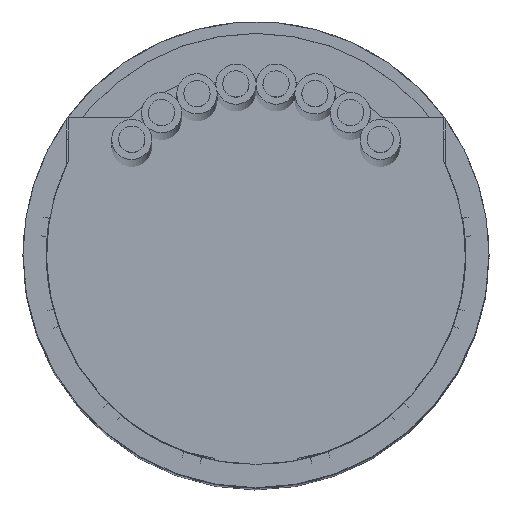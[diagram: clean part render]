
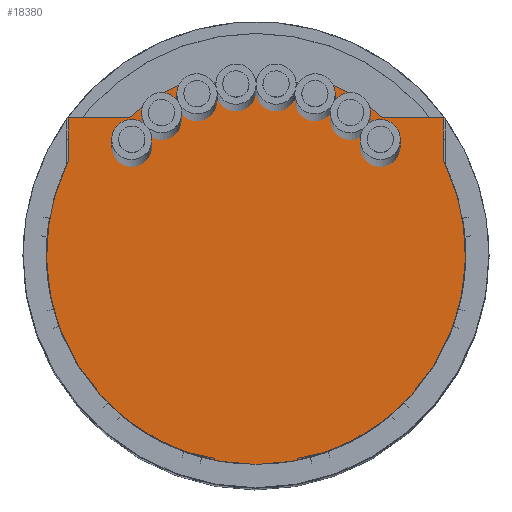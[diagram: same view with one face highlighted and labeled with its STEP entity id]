
A CAD part, top view. The second image highlights one B-rep face of the part: STEP entity #18380.
In plain terms, the highlighted face is planar.
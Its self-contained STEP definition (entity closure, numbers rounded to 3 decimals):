
#17943=CARTESIAN_POINT('',(0.,0.,0.));
#17944=DIRECTION('',(0.,1.,0.));
#17945=DIRECTION('',(0.387,0.,0.922));
#17946=AXIS2_PLACEMENT_3D('',#17943,#17944,#17945);
#17948=DIRECTION('',(0.,0.,-1.));
#17949=VECTOR('',#17948,1.5);
#17950=CARTESIAN_POINT('',(6.45,0.,4.7));
#17951=LINE('',#17950,#17949);
#17952=DIRECTION('',(0.,0.,1.));
#17953=VECTOR('',#17952,1.5);
#17954=CARTESIAN_POINT('',(-6.45,0.,3.2));
#17955=LINE('',#17954,#17953);
#17956=CARTESIAN_POINT('',(0.,0.,0.));
#17957=DIRECTION('',(0.,1.,0.));
#17958=DIRECTION('',(-0.679,0.,0.734));
#17959=AXIS2_PLACEMENT_3D('',#17956,#17957,#17958);
#17961=DIRECTION('',(-1.,0.,0.));
#17962=VECTOR('',#17961,4.96);
#17963=CARTESIAN_POINT('',(2.48,0.,5.9));
#17964=LINE('',#17963,#17962);
#18047=DIRECTION('',(-1.,0.,0.));
#18048=VECTOR('',#18047,2.106);
#18049=CARTESIAN_POINT('',(-4.344,0.,4.7));
#18050=LINE('',#18049,#18048);
#18090=CARTESIAN_POINT('',(0.,0.,0.));
#18091=DIRECTION('',(0.,-1.,0.));
#18092=DIRECTION('',(-0.896,0.,0.444));
#18093=AXIS2_PLACEMENT_3D('',#18090,#18091,#18092);
#18177=DIRECTION('',(-1.,0.,0.));
#18178=VECTOR('',#18177,2.106);
#18179=CARTESIAN_POINT('',(6.45,0.,4.7));
#18180=LINE('',#18179,#18178);
#18294=CARTESIAN_POINT('',(-6.45,0.,4.7));
#18296=VERTEX_POINT('',#18294);
#18298=CARTESIAN_POINT('',(6.45,0.,4.7));
#18300=VERTEX_POINT('',#18298);
#18301=CARTESIAN_POINT('',(-6.45,0.,3.2));
#18302=VERTEX_POINT('',#18301);
#18303=CARTESIAN_POINT('',(6.45,0.,3.2));
#18304=VERTEX_POINT('',#18303);
#18305=CARTESIAN_POINT('',(4.344,0.,4.7));
#18306=VERTEX_POINT('',#18305);
#18307=CARTESIAN_POINT('',(-4.344,0.,4.7));
#18308=VERTEX_POINT('',#18307);
#18349=CARTESIAN_POINT('',(2.48,0.,5.9));
#18351=VERTEX_POINT('',#18349);
#18353=CARTESIAN_POINT('',(-2.48,0.,5.9));
#18355=VERTEX_POINT('',#18353);
#18357=CARTESIAN_POINT('',(0.,0.,0.));
#18358=DIRECTION('',(0.,1.,0.));
#18359=DIRECTION('',(1.,0.,0.));
#18360=AXIS2_PLACEMENT_3D('',#18357,#18358,#18359);
#18361=PLANE('',#18360);
#18363=ORIENTED_EDGE('',*,*,#18362,.F.);
#18365=ORIENTED_EDGE('',*,*,#18364,.T.);
#18367=ORIENTED_EDGE('',*,*,#18366,.F.);
#18369=ORIENTED_EDGE('',*,*,#18368,.T.);
#18371=ORIENTED_EDGE('',*,*,#18370,.F.);
#18373=ORIENTED_EDGE('',*,*,#18372,.T.);
#18375=ORIENTED_EDGE('',*,*,#18374,.F.);
#18377=ORIENTED_EDGE('',*,*,#18376,.T.);
#18378=EDGE_LOOP('',(#18363,#18365,#18367,#18369,#18371,#18373,#18375,#18377));
#18379=FACE_OUTER_BOUND('',#18378,.F.);
#18380=ADVANCED_FACE('',(#18379),#18361,.F.);
#17947=CIRCLE('',#17946,6.4);
#17960=CIRCLE('',#17959,6.4);
#18094=CIRCLE('',#18093,7.2);
#18362=EDGE_CURVE('',#18351,#18355,#17964,.T.);
#18364=EDGE_CURVE('',#18351,#18306,#17947,.T.);
#18366=EDGE_CURVE('',#18300,#18306,#18180,.T.);
#18368=EDGE_CURVE('',#18300,#18304,#17951,.T.);
#18370=EDGE_CURVE('',#18302,#18304,#18094,.T.);
#18372=EDGE_CURVE('',#18302,#18296,#17955,.T.);
#18374=EDGE_CURVE('',#18308,#18296,#18050,.T.);
#18376=EDGE_CURVE('',#18308,#18355,#17960,.T.);
